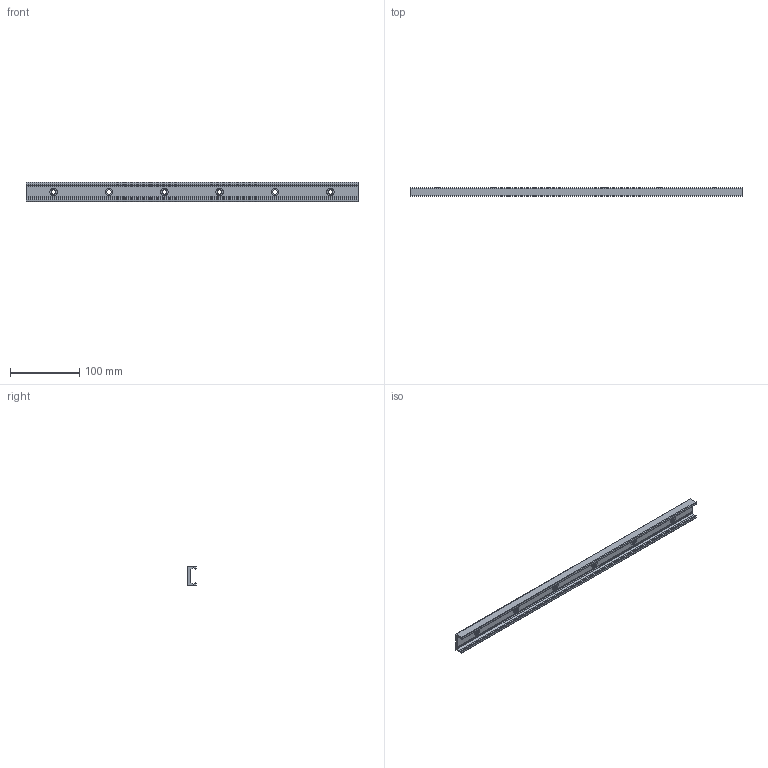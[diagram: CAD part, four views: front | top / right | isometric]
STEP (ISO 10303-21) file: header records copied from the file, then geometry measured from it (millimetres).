
FILE_DESCRIPTION((''),'2;1');
FILE_NAME('LCX 28H-0480.C.stp','2016-04-28T08:15:23',('MRathmann'),(''),'Autodesk Inventor 2012','Autodesk Inventor 2012','');
FILE_SCHEMA(('CONFIG_CONTROL_DESIGN'));
Length unit declared in the file: millimetre
Products named in the file (1): LCX 28H-0480.C
Bounding box: 480 x 12.3 x 28 mm (x, y, z)
Volume: 77611.3 mm3; surface area: 46791 mm2
Topology: 1 solids, 1 shells, 42 faces, 108 edges, 74 vertices
Faces by surface type: cylinder 23, plane 19
Full cylindrical faces by diameter (mm): 6.4 x6, 11 x6
Entity records: 1242 total; most frequent: DIRECTION 222, CARTESIAN_POINT 201, ORIENTED_EDGE 180, EDGE_CURVE 90, AXIS2_PLACEMENT_3D 89, EDGE_LOOP 72, VERTEX_POINT 68, CIRCLE 46
